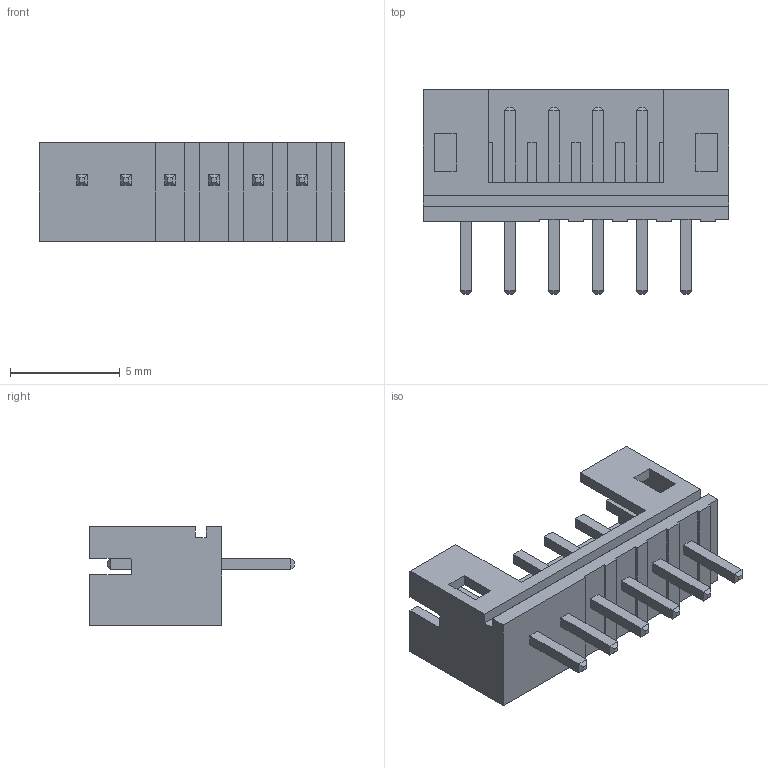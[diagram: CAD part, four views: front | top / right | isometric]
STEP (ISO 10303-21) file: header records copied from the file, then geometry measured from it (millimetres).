
FILE_DESCRIPTION (( 'STEP AP214' ), '1' );
FILE_NAME ('BBE8BE19-366D-4610-9646-8EE76F88FFE3.STEP', '2023-08-11T11:28:49', ( '' ), ( '' ), 'SwSTEP 2.0', 'SolidWorks 2022', '' );
FILE_SCHEMA (( 'AUTOMOTIVE_DESIGN' ));
Length unit declared in the file: millimetre
Products named in the file (1): BBE8BE19-366D-4610-9646-8EE76F88FFE3
Bounding box: 13.9 x 9.3 x 4.5 mm (x, y, z)
Volume: 159.9 mm3; surface area: 534.1 mm2
Topology: 1 solids, 1 shells, 184 faces, 468 edges, 296 vertices
Faces by surface type: plane 180, cylinder 4
Entity records: 6606 total; most frequent: CARTESIAN_POINT 949, ORIENTED_EDGE 936, DIRECTION 846, EDGE_CURVE 468, VECTOR 460, LINE 460, VERTEX_POINT 296, EDGE_LOOP 198
